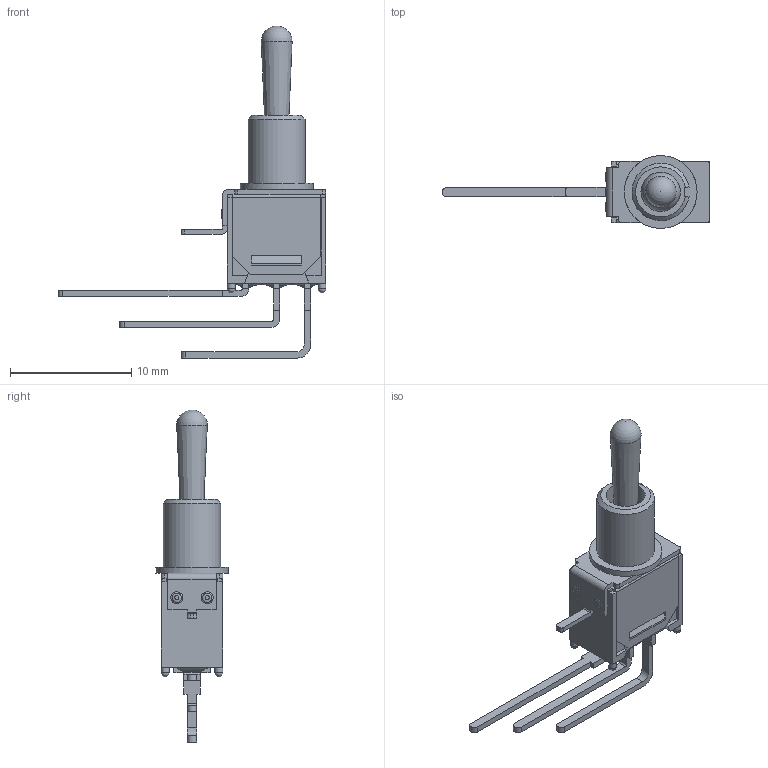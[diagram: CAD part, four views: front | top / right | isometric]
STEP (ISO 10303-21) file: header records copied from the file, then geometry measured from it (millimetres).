
FILE_DESCRIPTION(/* description */ (''),/* implementation_level */ '2;1');
FILE_NAME(/* name */ '200MSPxT3B3M7xE.stp',/* time_stamp */ '2025-04-29T14:21:15-05:00',/* author */ ('mroman'),/* organization */ (''),/* preprocessor_version */ 'ST-DEVELOPER v18.1',/* originating_system */ 'Autodesk Inventor 2022',/* authorisation */ '');
FILE_SCHEMA (('AUTOMOTIVE_DESIGN { 1 0 10303 214 3 1 1 }'));
Length unit declared in the file: inch
Products named in the file (1): 200MSPxT3B3M7xE
Bounding box: 22.1 x 6 x 27.38 mm (x, y, z)
Volume: 321.4 mm3; surface area: 1053.6 mm2
Topology: 1 solids, 2 shells, 197 faces, 540 edges, 343 vertices
Faces by surface type: plane 150, cylinder 34, sphere 7, cone 4, bspline 2
Full cylindrical faces by diameter (mm): 0.65 x4, 3.25 x2, 6 x1
Entity records: 6293 total; most frequent: CARTESIAN_POINT 1220, ORIENTED_EDGE 1070, DIRECTION 1016, EDGE_CURVE 535, LINE 426, VECTOR 426, VERTEX_POINT 343, AXIS2_PLACEMENT_3D 295
